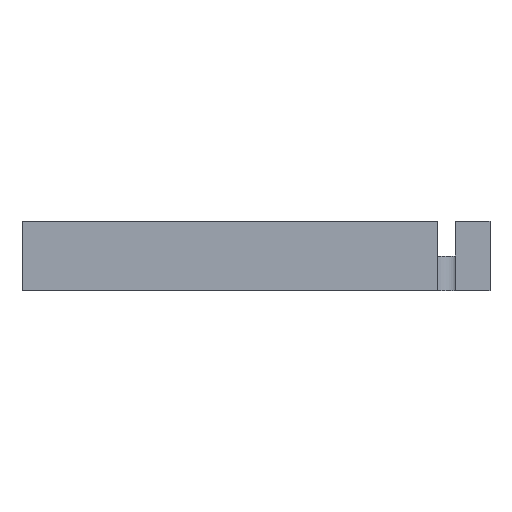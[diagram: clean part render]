
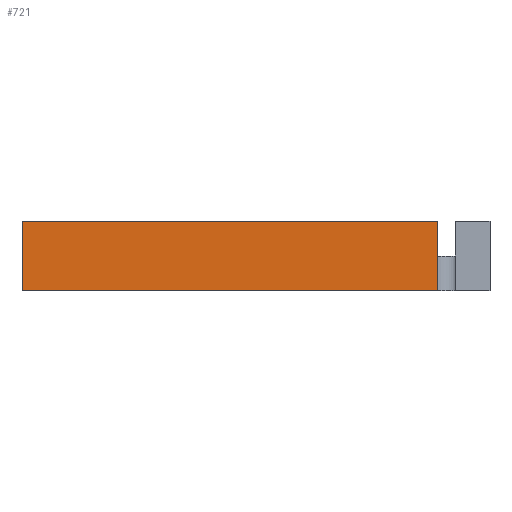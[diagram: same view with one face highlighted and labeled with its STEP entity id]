
A CAD part, front view. The second image highlights one B-rep face of the part: STEP entity #721.
In plain terms, the highlighted planar face has unit normal (0, -1, 0).
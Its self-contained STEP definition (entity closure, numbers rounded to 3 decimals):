
#189=CARTESIAN_POINT('',(-306.394,-429.,-4.));
#190=VERTEX_POINT('',#189);
#197=CARTESIAN_POINT('',(-354.,-429.,-4.));
#198=VERTEX_POINT('',#197);
#199=CARTESIAN_POINT('',(-306.394,-429.,-4.));
#200=DIRECTION('',(-1.,0.,-0.));
#201=VECTOR('',#200,47.606);
#202=LINE('',#199,#201);
#203=EDGE_CURVE('',#190,#198,#202,.T.);
#594=CARTESIAN_POINT('',(-354.,-429.,4.));
#595=VERTEX_POINT('',#594);
#596=CARTESIAN_POINT('',(-354.,-429.,4.));
#597=DIRECTION('',(0.,0.,-1.));
#598=VECTOR('',#597,8.);
#599=LINE('',#596,#598);
#600=EDGE_CURVE('',#595,#198,#599,.T.);
#698=CARTESIAN_POINT('',(-330.197,-429.,4.));
#699=DIRECTION('',(0.,1.,0.));
#700=DIRECTION('',(-1.,0.,-0.));
#701=AXIS2_PLACEMENT_3D('',#698,#699,#700);
#702=PLANE('',#701);
#703=CARTESIAN_POINT('',(-306.394,-429.,4.));
#704=VERTEX_POINT('',#703);
#705=CARTESIAN_POINT('',(-306.394,-429.,4.));
#706=DIRECTION('',(0.,0.,-1.));
#707=VECTOR('',#706,8.);
#708=LINE('',#705,#707);
#709=EDGE_CURVE('',#704,#190,#708,.T.);
#710=ORIENTED_EDGE('',*,*,#709,.F.);
#711=CARTESIAN_POINT('',(-306.394,-429.,4.));
#712=DIRECTION('',(-1.,0.,-0.));
#713=VECTOR('',#712,47.606);
#714=LINE('',#711,#713);
#715=EDGE_CURVE('',#704,#595,#714,.T.);
#716=ORIENTED_EDGE('',*,*,#715,.T.);
#717=ORIENTED_EDGE('',*,*,#600,.T.);
#718=ORIENTED_EDGE('',*,*,#203,.F.);
#719=EDGE_LOOP('',(#710,#716,#717,#718));
#720=FACE_BOUND('',#719,.T.);
#721=ADVANCED_FACE('',(#720),#702,.F.);
